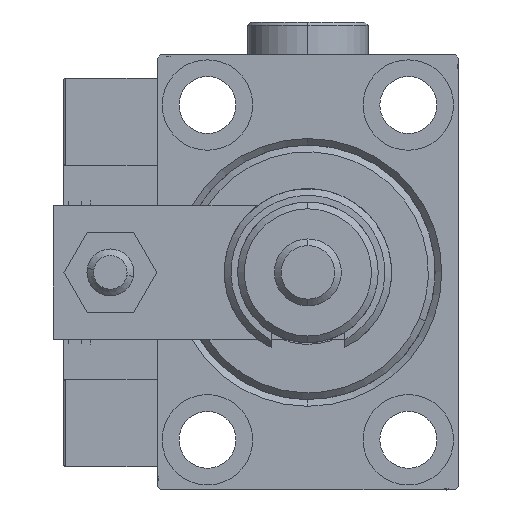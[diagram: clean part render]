
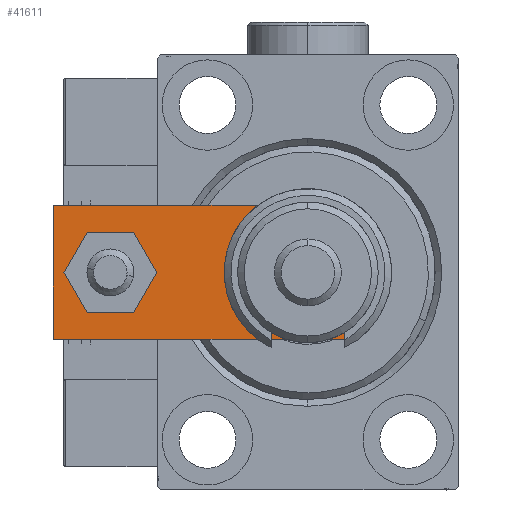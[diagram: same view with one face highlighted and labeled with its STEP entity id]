
A CAD part, left-side view. The second image highlights one B-rep face of the part: STEP entity #41611.
In plain terms, the highlighted face is planar.
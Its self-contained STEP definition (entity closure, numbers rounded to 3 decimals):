
#446 = ORIENTED_EDGE ( 'NONE', *, *, #42373, .F. ) ;
#2146 = VERTEX_POINT ( 'NONE', #46502 ) ;
#2599 = DIRECTION ( 'NONE',  ( 0., 0., 1. ) ) ;
#3092 = ORIENTED_EDGE ( 'NONE', *, *, #14743, .T. ) ;
#3174 = CARTESIAN_POINT ( 'NONE',  ( -2.88, -2.88, 6. ) ) ;
#3392 = ORIENTED_EDGE ( 'NONE', *, *, #8032, .T. ) ;
#4249 = CARTESIAN_POINT ( 'NONE',  ( 7.25, 10., 6. ) ) ;
#4436 = CARTESIAN_POINT ( 'NONE',  ( -10., 48., 6. ) ) ;
#4614 = CARTESIAN_POINT ( 'NONE',  ( 10., 0., 6. ) ) ;
#4796 = EDGE_CURVE ( 'NONE', #39251, #29076, #26176, .T. ) ;
#5269 = FACE_BOUND ( 'NONE', #23203, .T. ) ;
#6605 = DIRECTION ( 'NONE',  ( 1., 0., 0. ) ) ;
#7028 = CARTESIAN_POINT ( 'NONE',  ( -10., 0., 6. ) ) ;
#7960 = VECTOR ( 'NONE', #11822, 1000. ) ;
#8005 = EDGE_LOOP ( 'NONE', ( #14223, #3392, #35666, #12624, #34643, #3092 ) ) ;
#8032 = EDGE_CURVE ( 'NONE', #49533, #17591, #36714, .T. ) ;
#8122 = VERTEX_POINT ( 'NONE', #4249 ) ;
#8548 = CARTESIAN_POINT ( 'NONE',  ( 2.88, -2.88, 6. ) ) ;
#9462 = EDGE_CURVE ( 'NONE', #16539, #8122, #43104, .T. ) ;
#11272 = LINE ( 'NONE', #31895, #7960 ) ;
#11822 = DIRECTION ( 'NONE',  ( 0., -1., 0. ) ) ;
#12624 = ORIENTED_EDGE ( 'NONE', *, *, #51075, .T. ) ;
#12789 = ORIENTED_EDGE ( 'NONE', *, *, #21204, .F. ) ;
#13407 = LINE ( 'NONE', #4614, #31022 ) ;
#14223 = ORIENTED_EDGE ( 'NONE', *, *, #26828, .T. ) ;
#14743 = EDGE_CURVE ( 'NONE', #2146, #16246, #43090, .T. ) ;
#15068 = CARTESIAN_POINT ( 'NONE',  ( 10., 4.24, 6. ) ) ;
#16215 = DIRECTION ( 'NONE',  ( 1., 0., 0. ) ) ;
#16246 = VERTEX_POINT ( 'NONE', #4436 ) ;
#16478 = CARTESIAN_POINT ( 'NONE',  ( -7.25, 10., 6. ) ) ;
#16539 = VERTEX_POINT ( 'NONE', #16478 ) ;
#16965 = VECTOR ( 'NONE', #19918, 1000. ) ;
#16976 = DIRECTION ( 'NONE',  ( 0., 0., 1. ) ) ;
#17239 = AXIS2_PLACEMENT_3D ( 'NONE', #18961, #35727, #6605 ) ;
#17591 = VERTEX_POINT ( 'NONE', #48351 ) ;
#18053 = DIRECTION ( 'NONE',  ( -1., 0., 0. ) ) ;
#18493 = CARTESIAN_POINT ( 'NONE',  ( 4., 39.5, 6. ) ) ;
#18961 = CARTESIAN_POINT ( 'NONE',  ( 0., 10., 6. ) ) ;
#19272 = VECTOR ( 'NONE', #19935, 1000. ) ;
#19357 = DIRECTION ( 'NONE',  ( 1., 0., 0. ) ) ;
#19918 = DIRECTION ( 'NONE',  ( 1., 0., 0. ) ) ;
#19935 = DIRECTION ( 'NONE',  ( 0.707, -0.707, 0. ) ) ;
#20238 = AXIS2_PLACEMENT_3D ( 'NONE', #27802, #16976, #37854 ) ;
#20629 = DIRECTION ( 'NONE',  ( 0.707, 0.707, 0. ) ) ;
#21204 = EDGE_CURVE ( 'NONE', #29076, #39251, #38478, .T. ) ;
#21800 = AXIS2_PLACEMENT_3D ( 'NONE', #53871, #41760, #16215 ) ;
#23203 = EDGE_LOOP ( 'NONE', ( #44938, #446 ) ) ;
#23549 = AXIS2_PLACEMENT_3D ( 'NONE', #23746, #2599, #19357 ) ;
#23652 = DIRECTION ( 'NONE',  ( 1., 0., 0. ) ) ;
#23746 = CARTESIAN_POINT ( 'NONE',  ( 0., 39.5, 6. ) ) ;
#26138 = ORIENTED_EDGE ( 'NONE', *, *, #4796, .F. ) ;
#26176 = CIRCLE ( 'NONE', #23549, 4. ) ;
#26828 = EDGE_CURVE ( 'NONE', #16246, #49533, #11272, .T. ) ;
#27802 = CARTESIAN_POINT ( 'NONE',  ( 0., 10., 6. ) ) ;
#28888 = LINE ( 'NONE', #8548, #42487 ) ;
#29076 = VERTEX_POINT ( 'NONE', #40579 ) ;
#29215 = VECTOR ( 'NONE', #18053, 1000. ) ;
#31022 = VECTOR ( 'NONE', #46958, 1000. ) ;
#31895 = CARTESIAN_POINT ( 'NONE',  ( -10., 48., 6. ) ) ;
#34643 = ORIENTED_EDGE ( 'NONE', *, *, #50581, .T. ) ;
#34677 = FACE_OUTER_BOUND ( 'NONE', #8005, .T. ) ;
#35450 = EDGE_LOOP ( 'NONE', ( #12789, #26138 ) ) ;
#35666 = ORIENTED_EDGE ( 'NONE', *, *, #49911, .T. ) ;
#35727 = DIRECTION ( 'NONE',  ( 0., 0., 1. ) ) ;
#36714 = LINE ( 'NONE', #3174, #19272 ) ;
#37854 = DIRECTION ( 'NONE',  ( 1., 0., 0. ) ) ;
#38478 = CIRCLE ( 'NONE', #21800, 4. ) ;
#39214 = CARTESIAN_POINT ( 'NONE',  ( 10., 48., 6. ) ) ;
#39251 = VERTEX_POINT ( 'NONE', #18493 ) ;
#40579 = CARTESIAN_POINT ( 'NONE',  ( -4., 39.5, 6. ) ) ;
#41611 = ADVANCED_FACE ( 'NONE', ( #42941, #34677, #5269 ), #51447, .T. ) ;
#41760 = DIRECTION ( 'NONE',  ( 0., 0., 1. ) ) ;
#42373 = EDGE_CURVE ( 'NONE', #8122, #16539, #49751, .T. ) ;
#42487 = VECTOR ( 'NONE', #20629, 1000. ) ;
#42941 = FACE_BOUND ( 'NONE', #35450, .T. ) ;
#43090 = LINE ( 'NONE', #39214, #29215 ) ;
#43104 = CIRCLE ( 'NONE', #20238, 7.25 ) ;
#43205 = CARTESIAN_POINT ( 'NONE',  ( 0., 0., 6. ) ) ;
#43584 = VERTEX_POINT ( 'NONE', #15068 ) ;
#44109 = VERTEX_POINT ( 'NONE', #48412 ) ;
#44210 = CARTESIAN_POINT ( 'NONE',  ( -10., 4.24, 6. ) ) ;
#44468 = AXIS2_PLACEMENT_3D ( 'NONE', #43205, #44575, #23652 ) ;
#44575 = DIRECTION ( 'NONE',  ( 0., 0., 1. ) ) ;
#44701 = LINE ( 'NONE', #7028, #16965 ) ;
#44938 = ORIENTED_EDGE ( 'NONE', *, *, #9462, .F. ) ;
#46502 = CARTESIAN_POINT ( 'NONE',  ( 10., 48., 6. ) ) ;
#46958 = DIRECTION ( 'NONE',  ( 0., 1., 0. ) ) ;
#48351 = CARTESIAN_POINT ( 'NONE',  ( -5.76, 0., 6. ) ) ;
#48412 = CARTESIAN_POINT ( 'NONE',  ( 5.76, 0., 6. ) ) ;
#49533 = VERTEX_POINT ( 'NONE', #44210 ) ;
#49751 = CIRCLE ( 'NONE', #17239, 7.25 ) ;
#49911 = EDGE_CURVE ( 'NONE', #17591, #44109, #44701, .T. ) ;
#50581 = EDGE_CURVE ( 'NONE', #43584, #2146, #13407, .T. ) ;
#51075 = EDGE_CURVE ( 'NONE', #44109, #43584, #28888, .T. ) ;
#51447 = PLANE ( 'NONE',  #44468 ) ;
#53871 = CARTESIAN_POINT ( 'NONE',  ( 0., 39.5, 6. ) ) ;
